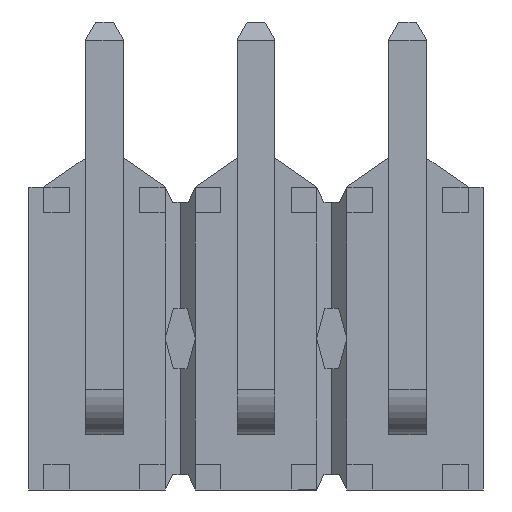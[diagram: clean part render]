
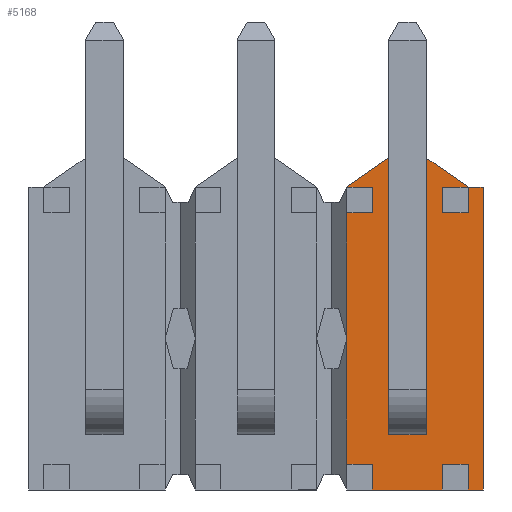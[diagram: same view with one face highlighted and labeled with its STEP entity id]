
A CAD part, front view. The second image highlights one B-rep face of the part: STEP entity #5168.
In plain terms, the highlighted planar face has unit normal (0, -1, 0).
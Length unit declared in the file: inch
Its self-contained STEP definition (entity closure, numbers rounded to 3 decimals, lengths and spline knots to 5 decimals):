
#1231=ORIENTED_EDGE('',*,*,#2179,.F.);
#1232=ORIENTED_EDGE('',*,*,#2075,.T.);
#1233=ORIENTED_EDGE('',*,*,#1979,.T.);
#1234=ORIENTED_EDGE('',*,*,#2071,.F.);
#1235=ORIENTED_EDGE('',*,*,#2180,.F.);
#1236=ORIENTED_EDGE('',*,*,#2040,.T.);
#1237=ORIENTED_EDGE('',*,*,#1975,.T.);
#1238=ORIENTED_EDGE('',*,*,#2165,.T.);
#1239=ORIENTED_EDGE('',*,*,#2077,.T.);
#1240=ORIENTED_EDGE('',*,*,#2038,.T.);
#1241=ORIENTED_EDGE('',*,*,#2181,.T.);
#1242=ORIENTED_EDGE('',*,*,#2067,.F.);
#1243=ORIENTED_EDGE('',*,*,#2081,.T.);
#1244=ORIENTED_EDGE('',*,*,#2182,.F.);
#1245=ORIENTED_EDGE('',*,*,#2176,.F.);
#1246=ORIENTED_EDGE('',*,*,#2183,.F.);
#1247=ORIENTED_EDGE('',*,*,#2082,.T.);
#1248=ORIENTED_EDGE('',*,*,#2073,.T.);
#1249=ORIENTED_EDGE('',*,*,#2184,.T.);
#1250=ORIENTED_EDGE('',*,*,#1880,.F.);
#1251=ORIENTED_EDGE('',*,*,#1884,.F.);
#1252=ORIENTED_EDGE('',*,*,#2151,.F.);
#1253=ORIENTED_EDGE('',*,*,#2098,.F.);
#1254=ORIENTED_EDGE('',*,*,#2095,.F.);
#1255=ORIENTED_EDGE('',*,*,#2092,.F.);
#1256=ORIENTED_EDGE('',*,*,#2153,.F.);
#1257=ORIENTED_EDGE('',*,*,#2108,.F.);
#1258=ORIENTED_EDGE('',*,*,#2105,.F.);
#1259=ORIENTED_EDGE('',*,*,#2102,.F.);
#1880=EDGE_CURVE('',#2472,#2473,#3032,.T.);
#1884=EDGE_CURVE('',#2476,#2472,#3036,.T.);
#1975=EDGE_CURVE('',#2548,#2547,#3127,.T.);
#1979=EDGE_CURVE('',#2552,#2551,#3131,.T.);
#2038=EDGE_CURVE('',#2592,#2591,#3190,.T.);
#2040=EDGE_CURVE('',#2593,#2548,#3192,.T.);
#2067=EDGE_CURVE('',#2609,#2610,#3219,.T.);
#2071=EDGE_CURVE('',#2611,#2551,#3223,.T.);
#2073=EDGE_CURVE('',#2613,#2612,#3225,.T.);
#2075=EDGE_CURVE('',#2614,#2552,#3227,.T.);
#2077=EDGE_CURVE('',#2615,#2592,#3229,.T.);
#2081=EDGE_CURVE('',#2609,#2618,#3233,.T.);
#2082=EDGE_CURVE('',#2474,#2613,#3234,.T.);
#2092=EDGE_CURVE('',#2624,#2625,#3244,.T.);
#2095=EDGE_CURVE('',#2625,#2627,#3247,.T.);
#2098=EDGE_CURVE('',#2627,#2629,#3250,.T.);
#2102=EDGE_CURVE('',#2632,#2633,#3254,.T.);
#2105=EDGE_CURVE('',#2633,#2635,#3257,.T.);
#2108=EDGE_CURVE('',#2635,#2637,#3260,.T.);
#2151=EDGE_CURVE('',#2629,#2624,#3303,.T.);
#2153=EDGE_CURVE('',#2637,#2632,#3305,.T.);
#2165=EDGE_CURVE('',#2547,#2615,#3317,.T.);
#2176=EDGE_CURVE('',#2677,#2678,#3328,.T.);
#2179=EDGE_CURVE('',#2614,#2476,#3331,.T.);
#2180=EDGE_CURVE('',#2593,#2611,#3332,.T.);
#2181=EDGE_CURVE('',#2591,#2610,#3333,.T.);
#2182=EDGE_CURVE('',#2678,#2618,#3334,.T.);
#2183=EDGE_CURVE('',#2474,#2677,#3335,.T.);
#2184=EDGE_CURVE('',#2612,#2473,#3336,.T.);
#2472=VERTEX_POINT('',#7608);
#2473=VERTEX_POINT('',#7610);
#2474=VERTEX_POINT('',#7612);
#2476=VERTEX_POINT('',#7618);
#2547=VERTEX_POINT('',#7792);
#2548=VERTEX_POINT('',#7794);
#2551=VERTEX_POINT('',#7800);
#2552=VERTEX_POINT('',#7802);
#2591=VERTEX_POINT('',#7920);
#2592=VERTEX_POINT('',#7922);
#2593=VERTEX_POINT('',#7926);
#2609=VERTEX_POINT('',#7980);
#2610=VERTEX_POINT('',#7981);
#2611=VERTEX_POINT('',#7986);
#2612=VERTEX_POINT('',#7990);
#2613=VERTEX_POINT('',#7992);
#2614=VERTEX_POINT('',#7996);
#2615=VERTEX_POINT('',#8000);
#2618=VERTEX_POINT('',#8006);
#2624=VERTEX_POINT('',#8029);
#2625=VERTEX_POINT('',#8031);
#2627=VERTEX_POINT('',#8037);
#2629=VERTEX_POINT('',#8043);
#2632=VERTEX_POINT('',#8050);
#2633=VERTEX_POINT('',#8052);
#2635=VERTEX_POINT('',#8058);
#2637=VERTEX_POINT('',#8064);
#2677=VERTEX_POINT('',#8196);
#2678=VERTEX_POINT('',#8197);
#3032=LINE('',#7609,#3728);
#3036=LINE('',#7617,#3732);
#3127=LINE('',#7793,#3823);
#3131=LINE('',#7801,#3827);
#3190=LINE('',#7921,#3886);
#3192=LINE('',#7925,#3888);
#3219=LINE('',#7979,#3915);
#3223=LINE('',#7987,#3919);
#3225=LINE('',#7991,#3921);
#3227=LINE('',#7995,#3923);
#3229=LINE('',#7999,#3925);
#3233=LINE('',#8007,#3929);
#3234=LINE('',#8009,#3930);
#3244=LINE('',#8030,#3940);
#3247=LINE('',#8036,#3943);
#3250=LINE('',#8042,#3946);
#3254=LINE('',#8051,#3950);
#3257=LINE('',#8057,#3953);
#3260=LINE('',#8063,#3956);
#3303=LINE('',#8153,#3999);
#3305=LINE('',#8156,#4001);
#3317=LINE('',#8174,#4013);
#3328=LINE('',#8195,#4024);
#3331=LINE('',#8201,#4027);
#3332=LINE('',#8202,#4028);
#3333=LINE('',#8203,#4029);
#3334=LINE('',#8204,#4030);
#3335=LINE('',#8205,#4031);
#3336=LINE('',#8206,#4032);
#3728=VECTOR('',#6230,39.37008);
#3732=VECTOR('',#6236,39.37008);
#3823=VECTOR('',#6353,39.37008);
#3827=VECTOR('',#6357,39.37008);
#3886=VECTOR('',#6458,39.37008);
#3888=VECTOR('',#6462,39.37008);
#3915=VECTOR('',#6511,39.37008);
#3919=VECTOR('',#6517,39.37008);
#3921=VECTOR('',#6521,39.37008);
#3923=VECTOR('',#6525,39.37008);
#3925=VECTOR('',#6529,39.37008);
#3929=VECTOR('',#6533,39.37008);
#3930=VECTOR('',#6536,39.37008);
#3940=VECTOR('',#6556,39.37008);
#3943=VECTOR('',#6561,39.37008);
#3946=VECTOR('',#6566,39.37008);
#3950=VECTOR('',#6572,39.37008);
#3953=VECTOR('',#6577,39.37008);
#3956=VECTOR('',#6582,39.37008);
#3999=VECTOR('',#6651,39.37008);
#4001=VECTOR('',#6655,39.37008);
#4013=VECTOR('',#6679,39.37008);
#4024=VECTOR('',#6698,39.37008);
#4027=VECTOR('',#6703,39.37008);
#4028=VECTOR('',#6704,39.37008);
#4029=VECTOR('',#6705,39.37008);
#4030=VECTOR('',#6706,39.37008);
#4031=VECTOR('',#6707,39.37008);
#4032=VECTOR('',#6708,39.37008);
#4322=EDGE_LOOP('',(#1231,#1232,#1233,#1234,#1235,#1236,#1237,#1238,#1239,
#1240,#1241,#1242,#1243,#1244,#1245,#1246,#1247,#1248,#1249,#1250,#1251));
#4323=EDGE_LOOP('',(#1252,#1253,#1254,#1255));
#4324=EDGE_LOOP('',(#1256,#1257,#1258,#1259));
#4622=FACE_BOUND('',#4322,.T.);
#4623=FACE_BOUND('',#4323,.T.);
#4624=FACE_BOUND('',#4324,.T.);
#4892=PLANE('',#5495);
#5168=ADVANCED_FACE('',(#4622,#4623,#4624),#4892,.F.);
#5495=AXIS2_PLACEMENT_3D('',#8200,#6701,#6702);
#6230=DIRECTION('',(0.,0.,1.));
#6236=DIRECTION('',(0.,0.,1.));
#6353=DIRECTION('',(1.,0.,0.));
#6357=DIRECTION('',(1.,0.,0.));
#6458=DIRECTION('',(0.,0.,-1.));
#6462=DIRECTION('',(0.,0.,-1.));
#6511=DIRECTION('',(0.,0.,-1.));
#6517=DIRECTION('',(0.,0.,-1.));
#6521=DIRECTION('',(0.,0.,-1.));
#6525=DIRECTION('',(0.,0.,-1.));
#6529=DIRECTION('',(-1.,0.,0.));
#6533=DIRECTION('',(1.,0.,0.));
#6536=DIRECTION('',(1.,0.,0.));
#6556=DIRECTION('',(1.,0.,0.));
#6561=DIRECTION('',(0.,0.,1.));
#6566=DIRECTION('',(-1.,0.,0.));
#6572=DIRECTION('',(1.,0.,0.));
#6577=DIRECTION('',(0.,0.,1.));
#6582=DIRECTION('',(-1.,0.,0.));
#6651=DIRECTION('',(0.,0.,-1.));
#6655=DIRECTION('',(0.,0.,-1.));
#6679=DIRECTION('',(0.,0.,1.));
#6698=DIRECTION('',(1.,0.,0.));
#6701=DIRECTION('',(0.,1.,0.));
#6702=DIRECTION('',(0.,0.,1.));
#6703=DIRECTION('',(-1.,0.,0.));
#6704=DIRECTION('',(-1.,0.,0.));
#6705=DIRECTION('',(-1.,0.,0.));
#6706=DIRECTION('',(0.819,0.,-0.574));
#6707=DIRECTION('',(0.819,0.,0.574));
#6708=DIRECTION('',(-1.,0.,0.));
#7608=CARTESIAN_POINT('',(0.06,0.02,0.));
#7609=CARTESIAN_POINT('',(0.06,0.02,0.3));
#7610=CARTESIAN_POINT('',(0.06,0.02,0.083));
#7612=CARTESIAN_POINT('',(0.06,0.02,0.1));
#7617=CARTESIAN_POINT('',(0.06,0.02,0.3));
#7618=CARTESIAN_POINT('',(0.06,0.02,-0.083));
#7792=CARTESIAN_POINT('',(0.15,0.02,-0.1));
#7793=CARTESIAN_POINT('',(0.15,0.02,-0.1));
#7794=CARTESIAN_POINT('',(0.14012,0.02,-0.1));
#7800=CARTESIAN_POINT('',(0.12312,0.02,-0.1));
#7801=CARTESIAN_POINT('',(0.15,0.02,-0.1));
#7802=CARTESIAN_POINT('',(0.07688,0.02,-0.1));
#7920=CARTESIAN_POINT('',(0.14012,0.02,0.083));
#7921=CARTESIAN_POINT('',(0.14012,0.02,0.2));
#7922=CARTESIAN_POINT('',(0.14012,0.02,0.1));
#7925=CARTESIAN_POINT('',(0.14012,0.02,0.2));
#7926=CARTESIAN_POINT('',(0.14012,0.02,-0.083));
#7979=CARTESIAN_POINT('',(0.12312,0.02,0.2));
#7980=CARTESIAN_POINT('',(0.12312,0.02,0.1));
#7981=CARTESIAN_POINT('',(0.12312,0.02,0.083));
#7986=CARTESIAN_POINT('',(0.12312,0.02,-0.083));
#7987=CARTESIAN_POINT('',(0.12312,0.02,0.2));
#7990=CARTESIAN_POINT('',(0.07688,0.02,0.083));
#7991=CARTESIAN_POINT('',(0.07688,0.02,0.2));
#7992=CARTESIAN_POINT('',(0.07688,0.02,0.1));
#7995=CARTESIAN_POINT('',(0.07688,0.02,0.2));
#7996=CARTESIAN_POINT('',(0.07688,0.02,-0.083));
#7999=CARTESIAN_POINT('',(-0.15,0.02,0.1));
#8000=CARTESIAN_POINT('',(0.15,0.02,0.1));
#8006=CARTESIAN_POINT('',(0.14,0.02,0.1));
#8007=CARTESIAN_POINT('',(-0.15,0.02,0.1));
#8009=CARTESIAN_POINT('',(-0.15,0.02,0.1));
#8029=CARTESIAN_POINT('',(0.0875,0.02,0.0365));
#8030=CARTESIAN_POINT('',(0.1125,0.02,0.0365));
#8031=CARTESIAN_POINT('',(0.1125,0.02,0.0365));
#8036=CARTESIAN_POINT('',(0.1125,0.02,0.0615));
#8037=CARTESIAN_POINT('',(0.1125,0.02,0.0615));
#8042=CARTESIAN_POINT('',(0.0875,0.02,0.0615));
#8043=CARTESIAN_POINT('',(0.0875,0.02,0.0615));
#8050=CARTESIAN_POINT('',(0.0875,0.02,-0.0635));
#8051=CARTESIAN_POINT('',(0.1125,0.02,-0.0635));
#8052=CARTESIAN_POINT('',(0.1125,0.02,-0.0635));
#8057=CARTESIAN_POINT('',(0.1125,0.02,-0.0385));
#8058=CARTESIAN_POINT('',(0.1125,0.02,-0.0385));
#8063=CARTESIAN_POINT('',(0.0875,0.02,-0.0385));
#8064=CARTESIAN_POINT('',(0.0875,0.02,-0.0385));
#8153=CARTESIAN_POINT('',(0.0875,0.02,0.0365));
#8156=CARTESIAN_POINT('',(0.0875,0.02,-0.0635));
#8174=CARTESIAN_POINT('',(0.15,0.02,0.1));
#8195=CARTESIAN_POINT('',(0.0871,0.02,0.119));
#8196=CARTESIAN_POINT('',(0.0871,0.02,0.119));
#8197=CARTESIAN_POINT('',(0.1129,0.02,0.119));
#8200=CARTESIAN_POINT('',(0.,0.02,0.));
#8201=CARTESIAN_POINT('',(0.3,0.02,-0.083));
#8202=CARTESIAN_POINT('',(0.3,0.02,-0.083));
#8203=CARTESIAN_POINT('',(0.3,0.02,0.083));
#8204=CARTESIAN_POINT('',(0.1129,0.02,0.119));
#8205=CARTESIAN_POINT('',(0.06,0.02,0.1));
#8206=CARTESIAN_POINT('',(0.3,0.02,0.083));
